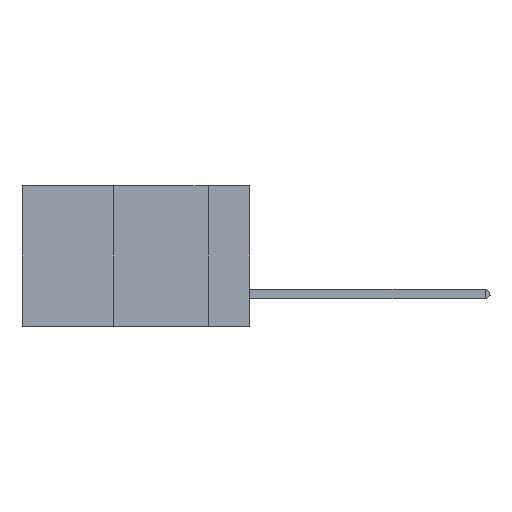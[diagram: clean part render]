
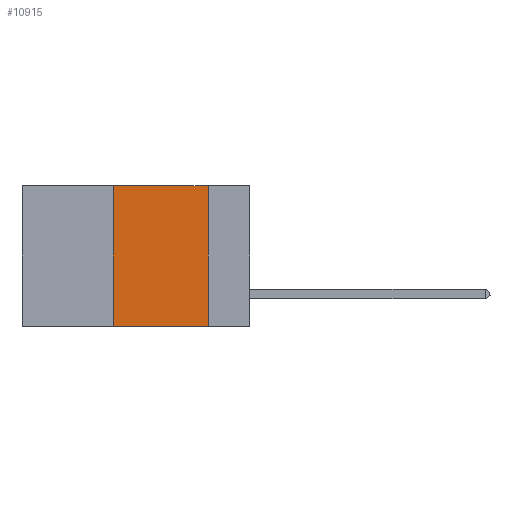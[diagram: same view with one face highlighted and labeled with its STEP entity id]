
A CAD part, left-side view. The second image highlights one B-rep face of the part: STEP entity #10915.
In plain terms, the highlighted planar face has unit normal (-1, 0, 0).
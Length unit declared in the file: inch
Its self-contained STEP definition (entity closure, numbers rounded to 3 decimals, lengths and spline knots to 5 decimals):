
#57 = CARTESIAN_POINT ( 'NONE',  ( 0., 0.36, -0.37 ) ) ;
#985 = ORIENTED_EDGE ( 'NONE', *, *, #17107, .T. ) ;
#3112 = VERTEX_POINT ( 'NONE', #11873 ) ;
#3582 = VERTEX_POINT ( 'NONE', #17667 ) ;
#4752 = VERTEX_POINT ( 'NONE', #8582 ) ;
#6319 = VECTOR ( 'NONE', #13054, 39.37008 ) ;
#6885 = DIRECTION ( 'NONE',  ( 0., -1., 0. ) ) ;
#7850 = EDGE_CURVE ( 'NONE', #4752, #3112, #12928, .T. ) ;
#7907 = DIRECTION ( 'NONE',  ( 1., 0., 0. ) ) ;
#8001 = VERTEX_POINT ( 'NONE', #57 ) ;
#8104 = CARTESIAN_POINT ( 'NONE',  ( 0., 0.36, 0. ) ) ;
#8454 = CARTESIAN_POINT ( 'NONE',  ( 0., 0.6, -0.37 ) ) ;
#8582 = CARTESIAN_POINT ( 'NONE',  ( 0., 0.36, 0. ) ) ;
#9288 = CARTESIAN_POINT ( 'NONE',  ( 0., 0.6, 0. ) ) ;
#9610 = ORIENTED_EDGE ( 'NONE', *, *, #15000, .F. ) ;
#9905 = VECTOR ( 'NONE', #15505, 39.37008 ) ;
#10747 = EDGE_LOOP ( 'NONE', ( #13756, #18788, #9610, #985 ) ) ;
#10915 = ADVANCED_FACE ( 'NONE', ( #13582 ), #15940, .F. ) ;
#11873 = CARTESIAN_POINT ( 'NONE',  ( 0., 0.11, 0. ) ) ;
#12915 = CARTESIAN_POINT ( 'NONE',  ( 0., 0.11, 0. ) ) ;
#12928 = LINE ( 'NONE', #9288, #20610 ) ;
#13054 = DIRECTION ( 'NONE',  ( 0., 0., -1. ) ) ;
#13582 = FACE_OUTER_BOUND ( 'NONE', #10747, .T. ) ;
#13756 = ORIENTED_EDGE ( 'NONE', *, *, #15323, .F. ) ;
#14521 = DIRECTION ( 'NONE',  ( 0., 0., -1. ) ) ;
#15000 = EDGE_CURVE ( 'NONE', #8001, #4752, #17809, .T. ) ;
#15323 = EDGE_CURVE ( 'NONE', #3112, #3582, #15518, .T. ) ;
#15505 = DIRECTION ( 'NONE',  ( 0., 0., 1. ) ) ;
#15518 = LINE ( 'NONE', #12915, #6319 ) ;
#15940 = PLANE ( 'NONE',  #20494 ) ;
#15968 = DIRECTION ( 'NONE',  ( 0., -1., 0. ) ) ;
#16009 = CARTESIAN_POINT ( 'NONE',  ( 0., 0.6, 0. ) ) ;
#17107 = EDGE_CURVE ( 'NONE', #8001, #3582, #19795, .T. ) ;
#17667 = CARTESIAN_POINT ( 'NONE',  ( 0., 0.11, -0.37 ) ) ;
#17809 = LINE ( 'NONE', #8104, #9905 ) ;
#18788 = ORIENTED_EDGE ( 'NONE', *, *, #7850, .F. ) ;
#18797 = VECTOR ( 'NONE', #6885, 39.37008 ) ;
#19795 = LINE ( 'NONE', #8454, #18797 ) ;
#20494 = AXIS2_PLACEMENT_3D ( 'NONE', #16009, #7907, #14521 ) ;
#20610 = VECTOR ( 'NONE', #15968, 39.37008 ) ;
